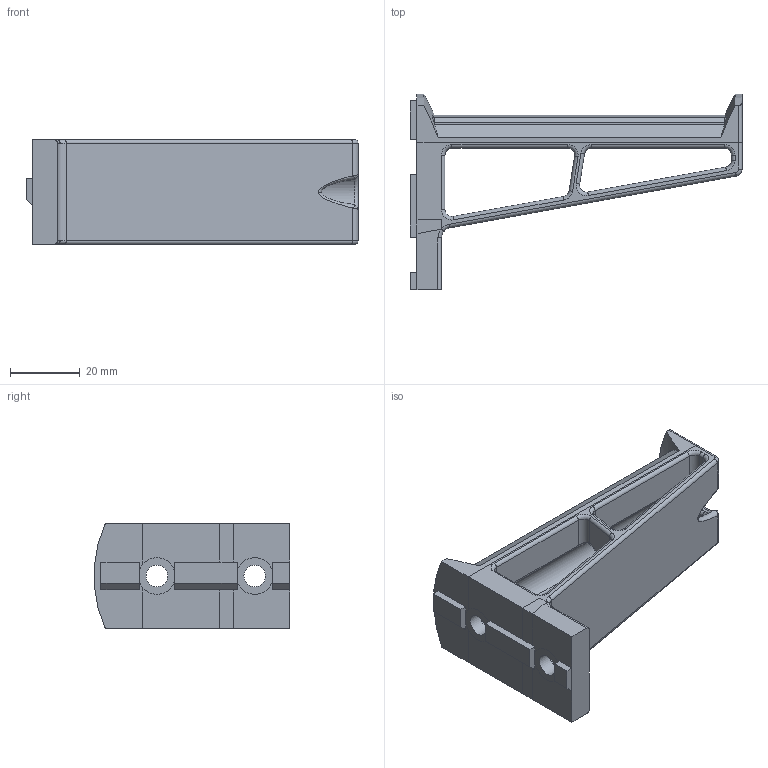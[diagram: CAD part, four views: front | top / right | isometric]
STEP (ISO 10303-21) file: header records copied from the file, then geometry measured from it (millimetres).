
FILE_DESCRIPTION(('FreeCAD Model'),'2;1');
FILE_NAME('Open CASCADE Shape Model','2024-11-11T18:36:14',(''),(''), 'Open CASCADE STEP processor 7.7','FreeCAD','Unknown');
FILE_SCHEMA(('AUTOMOTIVE_DESIGN { 1 0 10303 214 1 1 1 1 }'));
Length unit declared in the file: millimetre
Products named in the file (1): Body
Bounding box: 95 x 55.89 x 30 mm (x, y, z)
Volume: 37766.6 mm3; surface area: 18059.8 mm2
Topology: 1 solids, 1 shells, 188 faces, 489 edges, 297 vertices
Faces by surface type: plane 66, cylinder 59, bspline 32, torus 27, cone 4
Full cylindrical faces by diameter (mm): 4 x2, 6.2 x2, 10.5 x2
Entity records: 19834 total; most frequent: CARTESIAN_POINT 10577, DIRECTION 1630, ORIENTED_EDGE 978, PCURVE 978, DEFINITIONAL_REPRESENTATION 978, LINE 954, VECTOR 954, EDGE_CURVE 489
